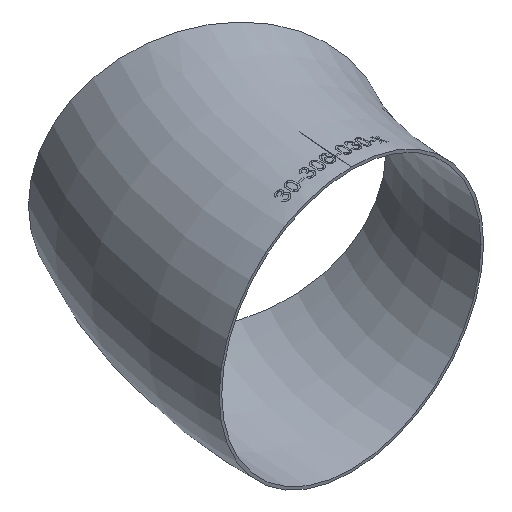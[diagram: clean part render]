
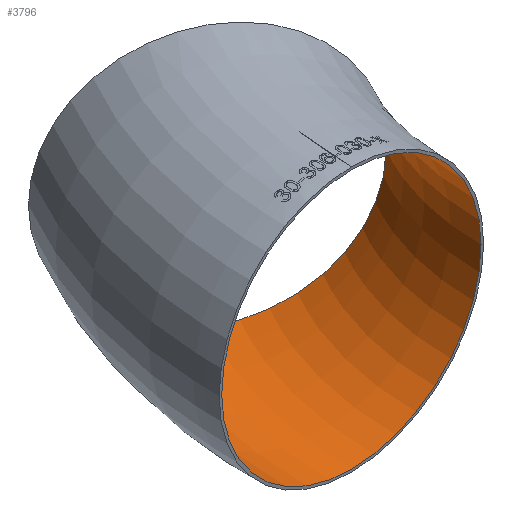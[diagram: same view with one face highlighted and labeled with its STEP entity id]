
A CAD part, isometric view. The second image highlights one B-rep face of the part: STEP entity #3796.
In plain terms, the highlighted toroidal (fillet/blend) face has major radius 450 mm and minor radius 150 mm.
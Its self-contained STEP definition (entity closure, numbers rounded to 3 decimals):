
#1127 = EDGE_CURVE ( 'NONE', #21638, #21638, #38503, .T. ) ;
#2450 = CARTESIAN_POINT ( 'NONE',  ( 0., 0., 0. ) ) ;
#2927 = AXIS2_PLACEMENT_3D ( 'NONE', #36056, #38960, #35846 ) ;
#3796 = ADVANCED_FACE ( 'NONE', ( #33164, #24308 ), #7327, .F. ) ;
#5129 = DIRECTION ( 'NONE',  ( -1., 0., 0. ) ) ;
#5770 = VERTEX_POINT ( 'NONE', #28240 ) ;
#5994 = AXIS2_PLACEMENT_3D ( 'NONE', #2450, #33573, #5129 ) ;
#7327 = TOROIDAL_SURFACE ( 'NONE', #5994, 450., 150. ) ;
#7771 = DIRECTION ( 'NONE',  ( 0.5, 0.866, 0. ) ) ;
#10485 = EDGE_LOOP ( 'NONE', ( #11293 ) ) ;
#11293 = ORIENTED_EDGE ( 'NONE', *, *, #16882, .T. ) ;
#13403 = ORIENTED_EDGE ( 'NONE', *, *, #1127, .F. ) ;
#14329 = CIRCLE ( 'NONE', #39329, 150. ) ;
#15069 = CARTESIAN_POINT ( 'NONE',  ( -450., 0., 150. ) ) ;
#16882 = EDGE_CURVE ( 'NONE', #5770, #5770, #14329, .T. ) ;
#21638 = VERTEX_POINT ( 'NONE', #15069 ) ;
#24308 = FACE_OUTER_BOUND ( 'NONE', #40406, .T. ) ;
#26527 = CARTESIAN_POINT ( 'NONE',  ( -389.711, 225., 0. ) ) ;
#28240 = CARTESIAN_POINT ( 'NONE',  ( -519.615, 300., 0. ) ) ;
#33164 = FACE_OUTER_BOUND ( 'NONE', #10485, .T. ) ;
#33573 = DIRECTION ( 'NONE',  ( 0., 0., -1. ) ) ;
#35846 = DIRECTION ( 'NONE',  ( 0., 0., 1. ) ) ;
#36056 = CARTESIAN_POINT ( 'NONE',  ( -450., 0., 0. ) ) ;
#36194 = DIRECTION ( 'NONE',  ( -0.866, 0.5, 0. ) ) ;
#38503 = CIRCLE ( 'NONE', #2927, 150. ) ;
#38960 = DIRECTION ( 'NONE',  ( 0., 1., 0. ) ) ;
#39329 = AXIS2_PLACEMENT_3D ( 'NONE', #26527, #7771, #36194 ) ;
#40406 = EDGE_LOOP ( 'NONE', ( #13403 ) ) ;
